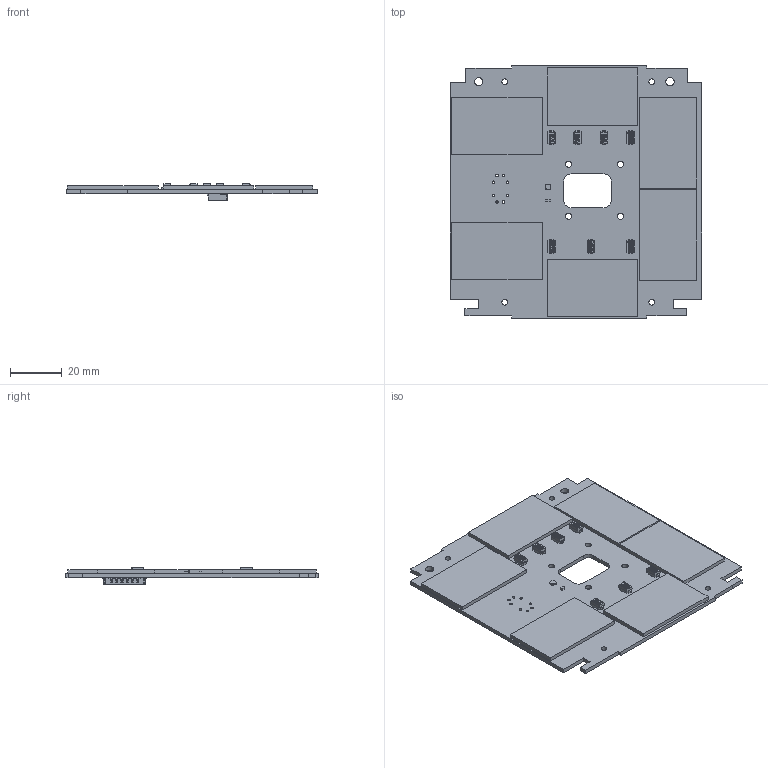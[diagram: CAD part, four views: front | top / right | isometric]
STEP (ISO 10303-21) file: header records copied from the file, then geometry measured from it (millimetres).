
FILE_DESCRIPTION(('KiCad electronic assembly'),'2;1');
FILE_NAME('solar-panel-side-Z-plus.step','2021-12-27T11:33:46',( 'An Author'),('A Company'),'Open CASCADE STEP processor 6.9', 'KiCad to STEP converter','Unknown');
FILE_SCHEMA(('AUTOMOTIVE_DESIGN { 1 0 10303 214 1 1 1 1 }'));
Length unit declared in the file: millimetre
Products named in the file (12): Open CASCADE STEP translator 6.9 1; OPT3001DNPT; COMPOUND; SM101K07TF_v3; SOLID; SMA_(DO-214AC); C_0603_1608Metric; 2053380006
Assembly tree (22 placements, depth 3):
  Open CASCADE STEP translator 6.9 1
    OPT3001DNPT
      COMPOUND
    SM101K07TF_v3  x6
      SOLID
    SMA_(DO-214AC)  x7
      SOLID
    C_0603_1608Metric
      SOLID
    2053380006
      COMPOUND
    COMPOUND
Bounding box: 96.97 x 97.4 x 6.48 mm (x, y, z)
Volume: 21437.1 mm3; surface area: 30127.1 mm2
Topology: 29 solids, 29 shells, 2277 faces, 6023 edges, 3866 vertices
Faces by surface type: plane 1431, bspline 385, cylinder 365, sphere 96
Full cylindrical faces by diameter (mm): 1 x8, 2 x12, 2.2 x4, 2.4 x4, 3.2 x2
Entity records: 67893 total; most frequent: CARTESIAN_POINT 17868, DIRECTION 8729, LINE 6305, VECTOR 6305, ORIENTED_EDGE 4818, PCURVE 4818, DEFINITIONAL_REPRESENTATION 4818, EDGE_CURVE 2409
